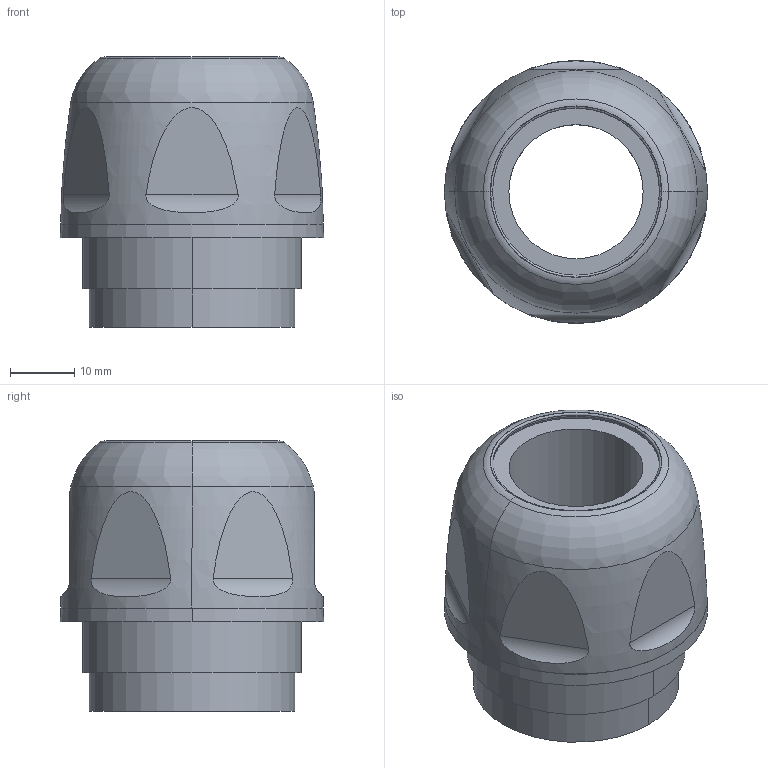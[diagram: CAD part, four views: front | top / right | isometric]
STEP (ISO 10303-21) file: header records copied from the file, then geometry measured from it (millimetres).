
FILE_DESCRIPTION(('Creo Elements/Direct Modeling STEP Export'),'2;1');
FILE_NAME('0lndrp34lfn79op4280','2018-10-31T14:29:14',(''),(''),'PTC Creo Elements/Direct Modeling STEP processor for AP214 (Solid Model)','PTC Creo Elements/Direct Modeling 19.0E 27-Jun-2016 (C) Parametric Technology GmbH','');
FILE_SCHEMA(('AUTOMOTIVE_DESIGN { 1 0 10303 214 1 1 1 1 }'));
Length unit declared in the file: millimetre
Products named in the file (2): AH_M32IF
Assembly tree (1 placements, depth 2):
  AH_M32IF
    AH_M32IF
Bounding box: 41 x 41 x 42.17 mm (x, y, z)
Volume: 29638.6 mm3; surface area: 9139.9 mm2
Topology: 1 solids, 1 shells, 45 faces, 87 edges, 55 vertices
Faces by surface type: cylinder 16, torus 14, plane 13, cone 2
Entity records: 1631 total; most frequent: CARTESIAN_POINT 365, DIRECTION 178, ORIENTED_EDGE 174, EDGE_CURVE 87, AXIS2_PLACEMENT_3D 80, EDGE_LOOP 58, VERTEX_POINT 55, COLOUR_RGB 46
